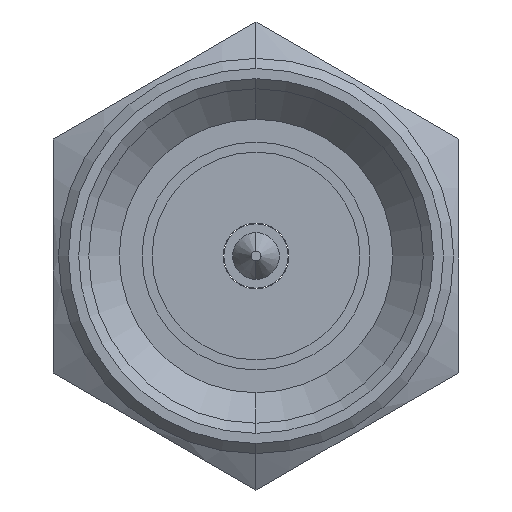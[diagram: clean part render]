
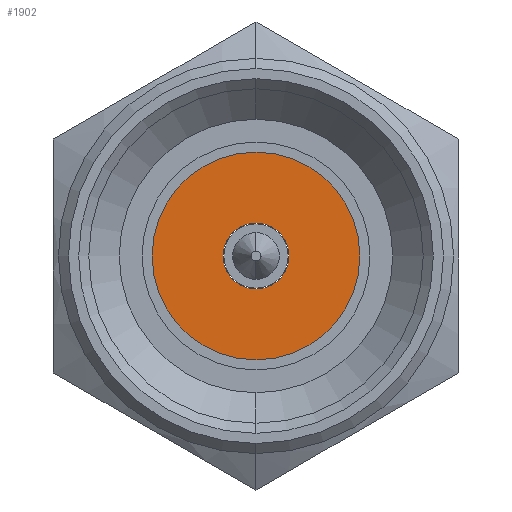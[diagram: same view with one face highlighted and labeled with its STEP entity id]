
A CAD part, left-side view. The second image highlights one B-rep face of the part: STEP entity #1902.
In plain terms, the highlighted planar face has unit normal (-1, 0, 0).
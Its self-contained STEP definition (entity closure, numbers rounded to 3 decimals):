
#40 = AXIS2_PLACEMENT_3D ( 'NONE', #2182, #1085, #2362 ) ;
#135 = EDGE_LOOP ( 'NONE', ( #1083, #1997 ) ) ;
#226 = ORIENTED_EDGE ( 'NONE', *, *, #240, .T. ) ;
#240 = EDGE_CURVE ( 'NONE', #1872, #2103, #797, .T. ) ;
#297 = PLANE ( 'NONE',  #1057 ) ;
#334 = CIRCLE ( 'NONE', #40, 0.65 ) ;
#582 = CARTESIAN_POINT ( 'NONE',  ( 656.63, -1014.806, 2.05 ) ) ;
#654 = DIRECTION ( 'NONE',  ( 0., 0., 1. ) ) ;
#760 = DIRECTION ( 'NONE',  ( 0., 0., 1. ) ) ;
#797 = CIRCLE ( 'NONE', #1175, 2.05 ) ;
#839 = CARTESIAN_POINT ( 'NONE',  ( 656.63, -1014.806, 0. ) ) ;
#871 = CARTESIAN_POINT ( 'NONE',  ( 656.63, 0., 0. ) ) ;
#908 = EDGE_CURVE ( 'NONE', #2103, #1872, #2075, .T. ) ;
#1045 = CARTESIAN_POINT ( 'NONE',  ( 656.63, -1014.806, 0. ) ) ;
#1057 = AXIS2_PLACEMENT_3D ( 'NONE', #871, #2169, #1064 ) ;
#1064 = DIRECTION ( 'NONE',  ( 0., 0., 1. ) ) ;
#1072 = VERTEX_POINT ( 'NONE', #1688 ) ;
#1074 = CARTESIAN_POINT ( 'NONE',  ( 656.63, -1014.806, -0.65 ) ) ;
#1083 = ORIENTED_EDGE ( 'NONE', *, *, #1320, .F. ) ;
#1085 = DIRECTION ( 'NONE',  ( -1., 0., 0. ) ) ;
#1108 = EDGE_LOOP ( 'NONE', ( #2249, #226 ) ) ;
#1175 = AXIS2_PLACEMENT_3D ( 'NONE', #839, #1955, #654 ) ;
#1198 = AXIS2_PLACEMENT_3D ( 'NONE', #1045, #2327, #1226 ) ;
#1226 = DIRECTION ( 'NONE',  ( 0., 0., 1. ) ) ;
#1278 = FACE_BOUND ( 'NONE', #135, .T. ) ;
#1317 = CIRCLE ( 'NONE', #1198, 0.65 ) ;
#1320 = EDGE_CURVE ( 'NONE', #1072, #1697, #1317, .T. ) ;
#1449 = CARTESIAN_POINT ( 'NONE',  ( 656.63, -1014.806, -2.05 ) ) ;
#1506 = DIRECTION ( 'NONE',  ( -1., 0., 0. ) ) ;
#1660 = CARTESIAN_POINT ( 'NONE',  ( 656.63, -1014.806, 0. ) ) ;
#1688 = CARTESIAN_POINT ( 'NONE',  ( 656.63, -1014.806, 0.65 ) ) ;
#1697 = VERTEX_POINT ( 'NONE', #1074 ) ;
#1775 = FACE_OUTER_BOUND ( 'NONE', #1108, .T. ) ;
#1825 = EDGE_CURVE ( 'NONE', #1697, #1072, #334, .T. ) ;
#1872 = VERTEX_POINT ( 'NONE', #1449 ) ;
#1902 = ADVANCED_FACE ( 'NONE', ( #1775, #1278 ), #297, .T. ) ;
#1955 = DIRECTION ( 'NONE',  ( -1., 0., 0. ) ) ;
#1997 = ORIENTED_EDGE ( 'NONE', *, *, #1825, .F. ) ;
#2075 = CIRCLE ( 'NONE', #2402, 2.05 ) ;
#2103 = VERTEX_POINT ( 'NONE', #582 ) ;
#2169 = DIRECTION ( 'NONE',  ( -1., 0., 0. ) ) ;
#2182 = CARTESIAN_POINT ( 'NONE',  ( 656.63, -1014.806, 0. ) ) ;
#2249 = ORIENTED_EDGE ( 'NONE', *, *, #908, .T. ) ;
#2327 = DIRECTION ( 'NONE',  ( -1., 0., 0. ) ) ;
#2362 = DIRECTION ( 'NONE',  ( 0., 0., 1. ) ) ;
#2402 = AXIS2_PLACEMENT_3D ( 'NONE', #1660, #1506, #760 ) ;
